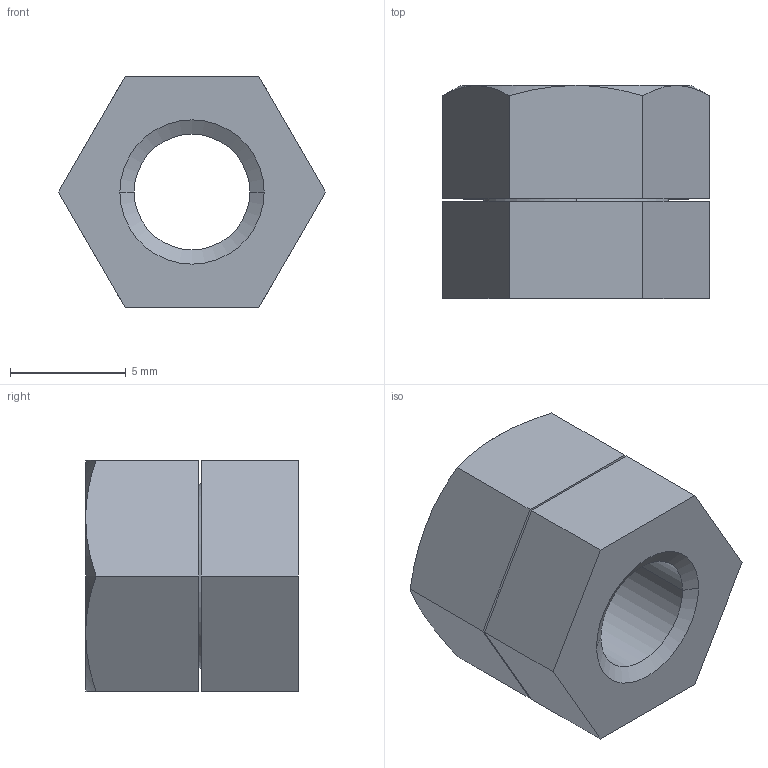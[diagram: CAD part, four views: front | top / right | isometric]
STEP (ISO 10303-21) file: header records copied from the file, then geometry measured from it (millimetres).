
FILE_DESCRIPTION((''),'2;1');
FILE_NAME('0RSTD006_____0','2019-10-29T13:55:14',('kim.bk'),(''),'CREO PARAMETRIC BY PTC INC, 2019010','CREO PARAMETRIC BY PTC INC, 2019010','');
FILE_SCHEMA(('CONFIG_CONTROL_DESIGN'));
Length unit declared in the file: millimetre
Products named in the file (1): 0RSTD006_____0
Bounding box: 11.55 x 9.2 x 10 mm (x, y, z)
Volume: 602.1 mm3; surface area: 854 mm2
Topology: 2 solids, 2 shells, 301 faces, 830 edges, 550 vertices
Faces by surface type: plane 283, cone 14, cylinder 4
Entity records: 9488 total; most frequent: CARTESIAN_POINT 1759, ORIENTED_EDGE 1660, DIRECTION 1446, EDGE_CURVE 830, VECTOR 792, LINE 792, VERTEX_POINT 550, AXIS2_PLACEMENT_3D 327
